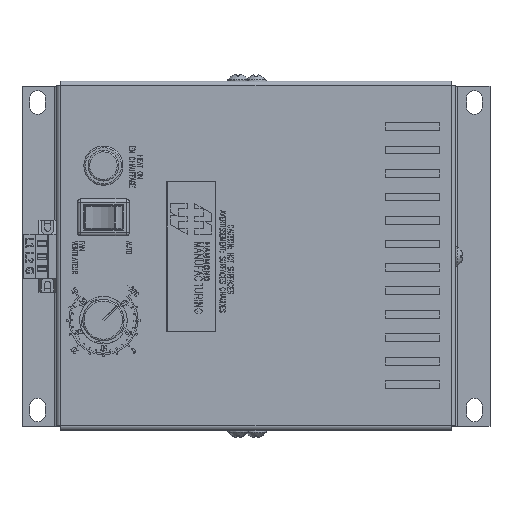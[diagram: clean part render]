
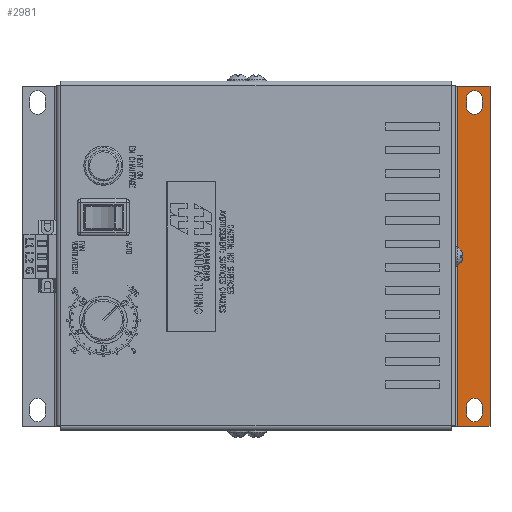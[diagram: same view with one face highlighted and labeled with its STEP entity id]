
A CAD part, top view. The second image highlights one B-rep face of the part: STEP entity #2981.
In plain terms, the highlighted planar face has unit normal (0, 0, 1).
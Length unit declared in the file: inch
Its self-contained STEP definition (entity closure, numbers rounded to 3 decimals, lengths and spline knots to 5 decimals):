
#472 = CARTESIAN_POINT ( 'NONE',  ( 3.7375, 2.7165, -5.973 ) ) ;
#1745 = DIRECTION ( 'NONE',  ( -1., 0., 0. ) ) ;
#2967 = EDGE_CURVE ( 'NONE', #18232, #5207, #16084, .T. ) ;
#2981 = ADVANCED_FACE ( 'NONE', ( #107271, #129483, #8861 ), #53369, .T. ) ;
#5083 = LINE ( 'NONE', #62499, #76630 ) ;
#5207 = VERTEX_POINT ( 'NONE', #111677 ) ;
#5780 = DIRECTION ( 'NONE',  ( 0., -1., 0. ) ) ;
#6937 = LINE ( 'NONE', #26335, #127701 ) ;
#7138 = CARTESIAN_POINT ( 'NONE',  ( 3.6125, 0., -5.973 ) ) ;
#8788 = EDGE_CURVE ( 'NONE', #87039, #120946, #73897, .T. ) ;
#8861 = FACE_OUTER_BOUND ( 'NONE', #19325, .T. ) ;
#10248 = CARTESIAN_POINT ( 'NONE',  ( 3.4875, 2.518, -5.973 ) ) ;
#10437 = VERTEX_POINT ( 'NONE', #38612 ) ;
#11895 = DIRECTION ( 'NONE',  ( -1., 0., 0. ) ) ;
#13362 = DIRECTION ( 'NONE',  ( 0., -1., 0. ) ) ;
#16084 = LINE ( 'NONE', #27566, #101450 ) ;
#17157 = DIRECTION ( 'NONE',  ( 0., 0., -1. ) ) ;
#18191 = VERTEX_POINT ( 'NONE', #114338 ) ;
#18232 = VERTEX_POINT ( 'NONE', #28811 ) ;
#19325 = EDGE_LOOP ( 'NONE', ( #90866, #38755, #133077, #68174 ) ) ;
#19858 = EDGE_LOOP ( 'NONE', ( #30142, #73212, #102565, #37588 ) ) ;
#20119 = EDGE_CURVE ( 'NONE', #104657, #87039, #130497, .T. ) ;
#21271 = EDGE_CURVE ( 'NONE', #10437, #53066, #138544, .T. ) ;
#22689 = DIRECTION ( 'NONE',  ( 0., 0., -1. ) ) ;
#23568 = EDGE_CURVE ( 'NONE', #120946, #18191, #57659, .T. ) ;
#24200 = EDGE_CURVE ( 'NONE', #18191, #104657, #6937, .T. ) ;
#24210 = CIRCLE ( 'NONE', #113590, 0.125 ) ;
#26335 = CARTESIAN_POINT ( 'NONE',  ( 3.3625, 0., -5.973 ) ) ;
#27566 = CARTESIAN_POINT ( 'NONE',  ( 3.3625, 0., -5.973 ) ) ;
#28811 = CARTESIAN_POINT ( 'NONE',  ( 3.3625, 2.393, -5.973 ) ) ;
#30142 = ORIENTED_EDGE ( 'NONE', *, *, #8788, .T. ) ;
#35085 = VECTOR ( 'NONE', #13362, 39.37008 ) ;
#35895 = VECTOR ( 'NONE', #131755, 39.37008 ) ;
#37269 = DIRECTION ( 'NONE',  ( -1., 0., 0. ) ) ;
#37588 = ORIENTED_EDGE ( 'NONE', *, *, #20119, .T. ) ;
#38340 = ORIENTED_EDGE ( 'NONE', *, *, #2967, .T. ) ;
#38612 = CARTESIAN_POINT ( 'NONE',  ( 3.7375, -2.7165, -5.973 ) ) ;
#38755 = ORIENTED_EDGE ( 'NONE', *, *, #103479, .T. ) ;
#39400 = EDGE_CURVE ( 'NONE', #5207, #93300, #24210, .T. ) ;
#40146 = DIRECTION ( 'NONE',  ( 0., 1., 0. ) ) ;
#40865 = CARTESIAN_POINT ( 'NONE',  ( 3.7375, 0., -5.973 ) ) ;
#44707 = DIRECTION ( 'NONE',  ( 0., 0., -1. ) ) ;
#45915 = AXIS2_PLACEMENT_3D ( 'NONE', #71039, #17157, #83227 ) ;
#53066 = VERTEX_POINT ( 'NONE', #472 ) ;
#53369 = PLANE ( 'NONE',  #115160 ) ;
#56713 = CARTESIAN_POINT ( 'NONE',  ( 3.6125, -2.518, -5.973 ) ) ;
#57659 = CIRCLE ( 'NONE', #78371, 0.125 ) ;
#58592 = ORIENTED_EDGE ( 'NONE', *, *, #109378, .T. ) ;
#62499 = CARTESIAN_POINT ( 'NONE',  ( 3.2175, 0., -5.973 ) ) ;
#66273 = VERTEX_POINT ( 'NONE', #69406 ) ;
#68174 = ORIENTED_EDGE ( 'NONE', *, *, #70533, .T. ) ;
#69406 = CARTESIAN_POINT ( 'NONE',  ( 3.2175, -2.7165, -5.973 ) ) ;
#70533 = EDGE_CURVE ( 'NONE', #66273, #10437, #87967, .T. ) ;
#70773 = AXIS2_PLACEMENT_3D ( 'NONE', #121094, #22689, #11895 ) ;
#71039 = CARTESIAN_POINT ( 'NONE',  ( 3.4875, 2.393, -5.973 ) ) ;
#71360 = DIRECTION ( 'NONE',  ( 0., 1., 0. ) ) ;
#73212 = ORIENTED_EDGE ( 'NONE', *, *, #23568, .T. ) ;
#73897 = LINE ( 'NONE', #7138, #100106 ) ;
#74199 = DIRECTION ( 'NONE',  ( 0., 0., 1. ) ) ;
#76630 = VECTOR ( 'NONE', #5780, 39.37008 ) ;
#77869 = LINE ( 'NONE', #87232, #98590 ) ;
#78371 = AXIS2_PLACEMENT_3D ( 'NONE', #91178, #112048, #37269 ) ;
#83227 = DIRECTION ( 'NONE',  ( 1., 0., 0. ) ) ;
#87039 = VERTEX_POINT ( 'NONE', #107141 ) ;
#87232 = CARTESIAN_POINT ( 'NONE',  ( 3.43631, 2.7165, -5.973 ) ) ;
#87967 = LINE ( 'NONE', #121730, #35895 ) ;
#88083 = CARTESIAN_POINT ( 'NONE',  ( 3.6125, 0., -5.973 ) ) ;
#90866 = ORIENTED_EDGE ( 'NONE', *, *, #21271, .T. ) ;
#91178 = CARTESIAN_POINT ( 'NONE',  ( 3.4875, -2.518, -5.973 ) ) ;
#91635 = CARTESIAN_POINT ( 'NONE',  ( 3.6125, 2.518, -5.973 ) ) ;
#93300 = VERTEX_POINT ( 'NONE', #91635 ) ;
#97193 = DIRECTION ( 'NONE',  ( 1., 0., 0. ) ) ;
#98590 = VECTOR ( 'NONE', #1745, 39.37008 ) ;
#99588 = LINE ( 'NONE', #88083, #35085 ) ;
#99691 = ORIENTED_EDGE ( 'NONE', *, *, #39400, .T. ) ;
#100106 = VECTOR ( 'NONE', #106964, 39.37008 ) ;
#101450 = VECTOR ( 'NONE', #71360, 39.37008 ) ;
#102565 = ORIENTED_EDGE ( 'NONE', *, *, #24200, .T. ) ;
#103479 = EDGE_CURVE ( 'NONE', #53066, #106397, #77869, .T. ) ;
#104305 = CARTESIAN_POINT ( 'NONE',  ( 3.6125, 2.393, -5.973 ) ) ;
#104657 = VERTEX_POINT ( 'NONE', #131748 ) ;
#106397 = VERTEX_POINT ( 'NONE', #124356 ) ;
#106964 = DIRECTION ( 'NONE',  ( 0., -1., 0. ) ) ;
#107141 = CARTESIAN_POINT ( 'NONE',  ( 3.6125, -2.393, -5.973 ) ) ;
#107271 = FACE_BOUND ( 'NONE', #138659, .T. ) ;
#109378 = EDGE_CURVE ( 'NONE', #93300, #116774, #99588, .T. ) ;
#111677 = CARTESIAN_POINT ( 'NONE',  ( 3.3625, 2.518, -5.973 ) ) ;
#112048 = DIRECTION ( 'NONE',  ( 0., 0., -1. ) ) ;
#113002 = EDGE_CURVE ( 'NONE', #116774, #18232, #139912, .T. ) ;
#113590 = AXIS2_PLACEMENT_3D ( 'NONE', #10248, #44707, #132339 ) ;
#113969 = DIRECTION ( 'NONE',  ( 0., 1., 0. ) ) ;
#114338 = CARTESIAN_POINT ( 'NONE',  ( 3.3625, -2.518, -5.973 ) ) ;
#115160 = AXIS2_PLACEMENT_3D ( 'NONE', #139577, #74199, #97193 ) ;
#116774 = VERTEX_POINT ( 'NONE', #104305 ) ;
#119578 = EDGE_CURVE ( 'NONE', #106397, #66273, #5083, .T. ) ;
#120946 = VERTEX_POINT ( 'NONE', #56713 ) ;
#121094 = CARTESIAN_POINT ( 'NONE',  ( 3.4875, -2.393, -5.973 ) ) ;
#121730 = CARTESIAN_POINT ( 'NONE',  ( 3.43631, -2.7165, -5.973 ) ) ;
#123789 = VECTOR ( 'NONE', #40146, 39.37008 ) ;
#124356 = CARTESIAN_POINT ( 'NONE',  ( 3.2175, 2.7165, -5.973 ) ) ;
#124500 = ORIENTED_EDGE ( 'NONE', *, *, #113002, .T. ) ;
#127701 = VECTOR ( 'NONE', #113969, 39.37008 ) ;
#129483 = FACE_BOUND ( 'NONE', #19858, .T. ) ;
#130497 = CIRCLE ( 'NONE', #70773, 0.125 ) ;
#131748 = CARTESIAN_POINT ( 'NONE',  ( 3.3625, -2.393, -5.973 ) ) ;
#131755 = DIRECTION ( 'NONE',  ( 1., 0., 0. ) ) ;
#132339 = DIRECTION ( 'NONE',  ( 1., 0., 0. ) ) ;
#133077 = ORIENTED_EDGE ( 'NONE', *, *, #119578, .T. ) ;
#138544 = LINE ( 'NONE', #40865, #123789 ) ;
#138659 = EDGE_LOOP ( 'NONE', ( #58592, #124500, #38340, #99691 ) ) ;
#139577 = CARTESIAN_POINT ( 'NONE',  ( 3.43631, 0., -5.973 ) ) ;
#139912 = CIRCLE ( 'NONE', #45915, 0.125 ) ;
